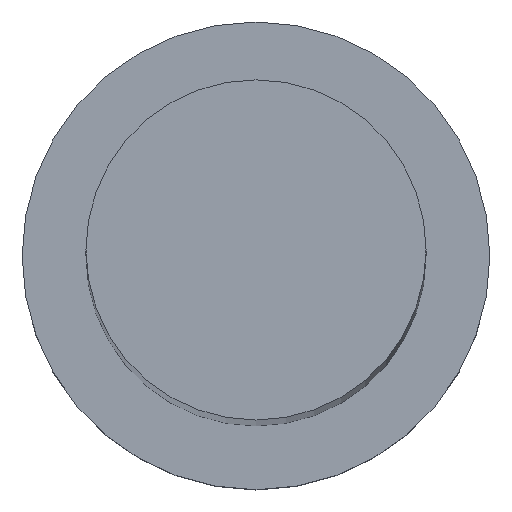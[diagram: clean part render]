
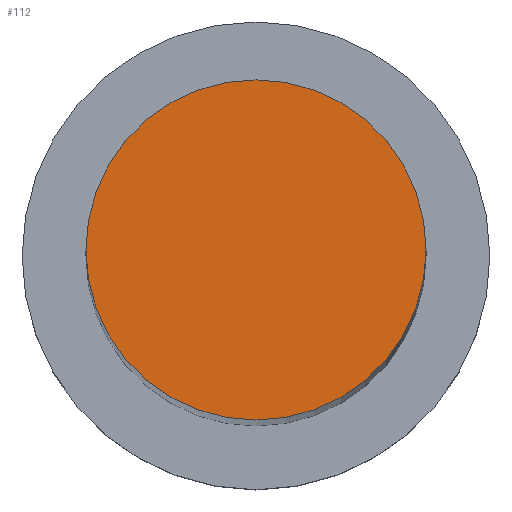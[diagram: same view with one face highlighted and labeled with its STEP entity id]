
A CAD part, top view. The second image highlights one B-rep face of the part: STEP entity #112.
In plain terms, the highlighted planar face has unit normal (0, 0, 1).
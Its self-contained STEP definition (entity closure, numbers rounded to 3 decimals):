
#8 = DIRECTION ( 'NONE',  ( 0., 0., 1. ) ) ;
#11 = CARTESIAN_POINT ( 'NONE',  ( 0., 0., 167. ) ) ;
#13 = VERTEX_POINT ( 'NONE', #159 ) ;
#14 = AXIS2_PLACEMENT_3D ( 'NONE', #106, #230, #162 ) ;
#20 = CARTESIAN_POINT ( 'NONE',  ( 0., 0., 167. ) ) ;
#43 = EDGE_CURVE ( 'NONE', #13, #207, #177, .T. ) ;
#45 = PLANE ( 'NONE',  #196 ) ;
#56 = DIRECTION ( 'NONE',  ( 1., 0., 0. ) ) ;
#81 = DIRECTION ( 'NONE',  ( 0., 0., 1. ) ) ;
#101 = ORIENTED_EDGE ( 'NONE', *, *, #43, .T. ) ;
#106 = CARTESIAN_POINT ( 'NONE',  ( 0., 0., 167. ) ) ;
#107 = ORIENTED_EDGE ( 'NONE', *, *, #212, .T. ) ;
#111 = AXIS2_PLACEMENT_3D ( 'NONE', #20, #8, #56 ) ;
#112 = ADVANCED_FACE ( 'NONE', ( #158 ), #45, .T. ) ;
#120 = EDGE_LOOP ( 'NONE', ( #101, #107 ) ) ;
#128 = DIRECTION ( 'NONE',  ( 1., 0., 0. ) ) ;
#158 = FACE_OUTER_BOUND ( 'NONE', #120, .T. ) ;
#159 = CARTESIAN_POINT ( 'NONE',  ( -8., 0., 167. ) ) ;
#162 = DIRECTION ( 'NONE',  ( 1., 0., 0. ) ) ;
#177 = CIRCLE ( 'NONE', #14, 8. ) ;
#196 = AXIS2_PLACEMENT_3D ( 'NONE', #11, #81, #128 ) ;
#207 = VERTEX_POINT ( 'NONE', #248 ) ;
#212 = EDGE_CURVE ( 'NONE', #207, #13, #221, .T. ) ;
#221 = CIRCLE ( 'NONE', #111, 8. ) ;
#230 = DIRECTION ( 'NONE',  ( 0., 0., 1. ) ) ;
#248 = CARTESIAN_POINT ( 'NONE',  ( 8., 0., 167. ) ) ;
